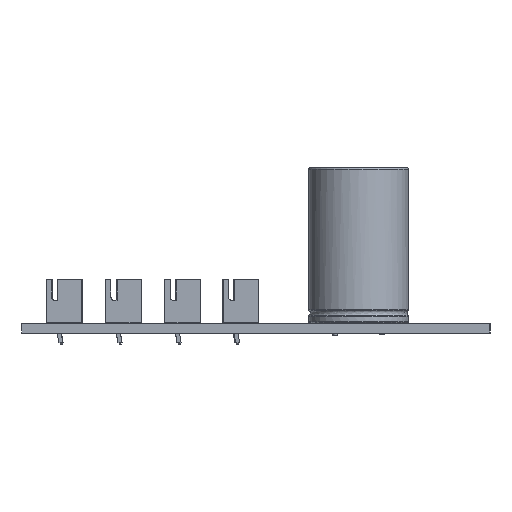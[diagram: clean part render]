
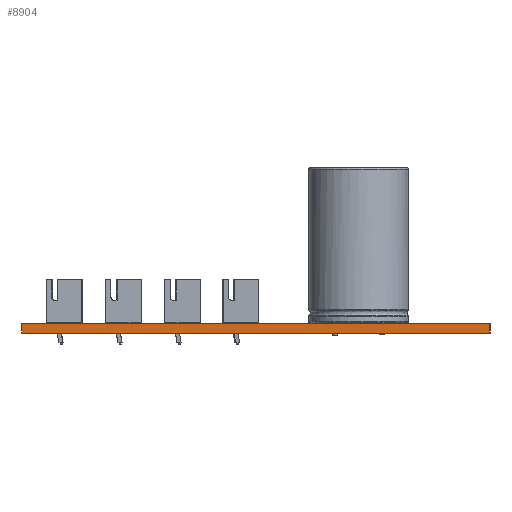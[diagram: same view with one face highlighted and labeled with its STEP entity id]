
A CAD part, left-side view. The second image highlights one B-rep face of the part: STEP entity #8904.
In plain terms, the highlighted planar face has unit normal (-1, 0, 0).
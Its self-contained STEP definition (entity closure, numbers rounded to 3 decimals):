
#8723 = PLANE('',#8724);
#8724 = AXIS2_PLACEMENT_3D('',#8725,#8726,#8727);
#8725 = CARTESIAN_POINT('',(47.038,-37.738,0.));
#8726 = DIRECTION('',(0.,-1.,0.));
#8727 = DIRECTION('',(-1.,0.,0.));
#8748 = VERTEX_POINT('',#8749);
#8749 = CARTESIAN_POINT('',(-47.038,-37.738,1.6));
#8763 = PLANE('',#8764);
#8764 = AXIS2_PLACEMENT_3D('',#8765,#8766,#8767);
#8765 = CARTESIAN_POINT('',(0.,0.,1.6));
#8766 = DIRECTION('',(-0.,-0.,-1.));
#8767 = DIRECTION('',(-1.,0.,0.));
#8775 = EDGE_CURVE('',#8776,#8748,#8778,.T.);
#8776 = VERTEX_POINT('',#8777);
#8777 = CARTESIAN_POINT('',(-47.038,-37.738,0.));
#8778 = SURFACE_CURVE('',#8779,(#8783,#8790),.PCURVE_S1.);
#8779 = LINE('',#8780,#8781);
#8780 = CARTESIAN_POINT('',(-47.038,-37.738,0.));
#8781 = VECTOR('',#8782,1.);
#8782 = DIRECTION('',(0.,0.,1.));
#8783 = PCURVE('',#8723,#8784);
#8784 = DEFINITIONAL_REPRESENTATION('',(#8785),#8789);
#8785 = LINE('',#8786,#8787);
#8786 = CARTESIAN_POINT('',(94.075,0.));
#8787 = VECTOR('',#8788,1.);
#8788 = DIRECTION('',(0.,-1.));
#8789 = ( GEOMETRIC_REPRESENTATION_CONTEXT(2) 
PARAMETRIC_REPRESENTATION_CONTEXT() REPRESENTATION_CONTEXT('2D SPACE',''
  ) );
#8790 = PCURVE('',#8791,#8796);
#8791 = PLANE('',#8792);
#8792 = AXIS2_PLACEMENT_3D('',#8793,#8794,#8795);
#8793 = CARTESIAN_POINT('',(-47.038,-37.738,0.));
#8794 = DIRECTION('',(-1.,0.,0.));
#8795 = DIRECTION('',(0.,1.,0.));
#8796 = DEFINITIONAL_REPRESENTATION('',(#8797),#8801);
#8797 = LINE('',#8798,#8799);
#8798 = CARTESIAN_POINT('',(0.,0.));
#8799 = VECTOR('',#8800,1.);
#8800 = DIRECTION('',(0.,-1.));
#8801 = ( GEOMETRIC_REPRESENTATION_CONTEXT(2) 
PARAMETRIC_REPRESENTATION_CONTEXT() REPRESENTATION_CONTEXT('2D SPACE',''
  ) );
#8817 = PLANE('',#8818);
#8818 = AXIS2_PLACEMENT_3D('',#8819,#8820,#8821);
#8819 = CARTESIAN_POINT('',(0.,0.,0.));
#8820 = DIRECTION('',(-0.,-0.,-1.));
#8821 = DIRECTION('',(-1.,0.,0.));
#8850 = PLANE('',#8851);
#8851 = AXIS2_PLACEMENT_3D('',#8852,#8853,#8854);
#8852 = CARTESIAN_POINT('',(-47.038,37.738,0.));
#8853 = DIRECTION('',(0.,1.,0.));
#8854 = DIRECTION('',(1.,0.,0.));
#8904 = ADVANCED_FACE('',(#8905),#8791,.T.);
#8905 = FACE_BOUND('',#8906,.T.);
#8906 = EDGE_LOOP('',(#8907,#8908,#8931,#8954));
#8907 = ORIENTED_EDGE('',*,*,#8775,.T.);
#8908 = ORIENTED_EDGE('',*,*,#8909,.T.);
#8909 = EDGE_CURVE('',#8748,#8910,#8912,.T.);
#8910 = VERTEX_POINT('',#8911);
#8911 = CARTESIAN_POINT('',(-47.038,37.738,1.6));
#8912 = SURFACE_CURVE('',#8913,(#8917,#8924),.PCURVE_S1.);
#8913 = LINE('',#8914,#8915);
#8914 = CARTESIAN_POINT('',(-47.038,-37.738,1.6));
#8915 = VECTOR('',#8916,1.);
#8916 = DIRECTION('',(0.,1.,0.));
#8917 = PCURVE('',#8791,#8918);
#8918 = DEFINITIONAL_REPRESENTATION('',(#8919),#8923);
#8919 = LINE('',#8920,#8921);
#8920 = CARTESIAN_POINT('',(0.,-1.6));
#8921 = VECTOR('',#8922,1.);
#8922 = DIRECTION('',(1.,0.));
#8923 = ( GEOMETRIC_REPRESENTATION_CONTEXT(2) 
PARAMETRIC_REPRESENTATION_CONTEXT() REPRESENTATION_CONTEXT('2D SPACE',''
  ) );
#8924 = PCURVE('',#8763,#8925);
#8925 = DEFINITIONAL_REPRESENTATION('',(#8926),#8930);
#8926 = LINE('',#8927,#8928);
#8927 = CARTESIAN_POINT('',(47.038,-37.738));
#8928 = VECTOR('',#8929,1.);
#8929 = DIRECTION('',(0.,1.));
#8930 = ( GEOMETRIC_REPRESENTATION_CONTEXT(2) 
PARAMETRIC_REPRESENTATION_CONTEXT() REPRESENTATION_CONTEXT('2D SPACE',''
  ) );
#8931 = ORIENTED_EDGE('',*,*,#8932,.F.);
#8932 = EDGE_CURVE('',#8933,#8910,#8935,.T.);
#8933 = VERTEX_POINT('',#8934);
#8934 = CARTESIAN_POINT('',(-47.038,37.738,0.));
#8935 = SURFACE_CURVE('',#8936,(#8940,#8947),.PCURVE_S1.);
#8936 = LINE('',#8937,#8938);
#8937 = CARTESIAN_POINT('',(-47.038,37.738,0.));
#8938 = VECTOR('',#8939,1.);
#8939 = DIRECTION('',(0.,0.,1.));
#8940 = PCURVE('',#8791,#8941);
#8941 = DEFINITIONAL_REPRESENTATION('',(#8942),#8946);
#8942 = LINE('',#8943,#8944);
#8943 = CARTESIAN_POINT('',(75.475,0.));
#8944 = VECTOR('',#8945,1.);
#8945 = DIRECTION('',(0.,-1.));
#8946 = ( GEOMETRIC_REPRESENTATION_CONTEXT(2) 
PARAMETRIC_REPRESENTATION_CONTEXT() REPRESENTATION_CONTEXT('2D SPACE',''
  ) );
#8947 = PCURVE('',#8850,#8948);
#8948 = DEFINITIONAL_REPRESENTATION('',(#8949),#8953);
#8949 = LINE('',#8950,#8951);
#8950 = CARTESIAN_POINT('',(0.,0.));
#8951 = VECTOR('',#8952,1.);
#8952 = DIRECTION('',(0.,-1.));
#8953 = ( GEOMETRIC_REPRESENTATION_CONTEXT(2) 
PARAMETRIC_REPRESENTATION_CONTEXT() REPRESENTATION_CONTEXT('2D SPACE',''
  ) );
#8954 = ORIENTED_EDGE('',*,*,#8955,.F.);
#8955 = EDGE_CURVE('',#8776,#8933,#8956,.T.);
#8956 = SURFACE_CURVE('',#8957,(#8961,#8968),.PCURVE_S1.);
#8957 = LINE('',#8958,#8959);
#8958 = CARTESIAN_POINT('',(-47.038,-37.738,0.));
#8959 = VECTOR('',#8960,1.);
#8960 = DIRECTION('',(0.,1.,0.));
#8961 = PCURVE('',#8791,#8962);
#8962 = DEFINITIONAL_REPRESENTATION('',(#8963),#8967);
#8963 = LINE('',#8964,#8965);
#8964 = CARTESIAN_POINT('',(0.,0.));
#8965 = VECTOR('',#8966,1.);
#8966 = DIRECTION('',(1.,0.));
#8967 = ( GEOMETRIC_REPRESENTATION_CONTEXT(2) 
PARAMETRIC_REPRESENTATION_CONTEXT() REPRESENTATION_CONTEXT('2D SPACE',''
  ) );
#8968 = PCURVE('',#8817,#8969);
#8969 = DEFINITIONAL_REPRESENTATION('',(#8970),#8974);
#8970 = LINE('',#8971,#8972);
#8971 = CARTESIAN_POINT('',(47.038,-37.738));
#8972 = VECTOR('',#8973,1.);
#8973 = DIRECTION('',(0.,1.));
#8974 = ( GEOMETRIC_REPRESENTATION_CONTEXT(2) 
PARAMETRIC_REPRESENTATION_CONTEXT() REPRESENTATION_CONTEXT('2D SPACE',''
  ) );
